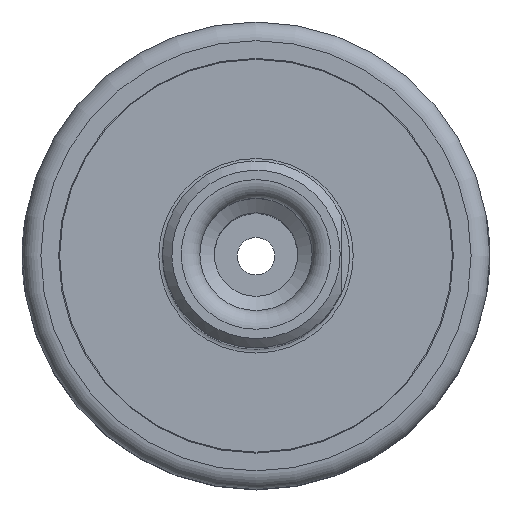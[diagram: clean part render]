
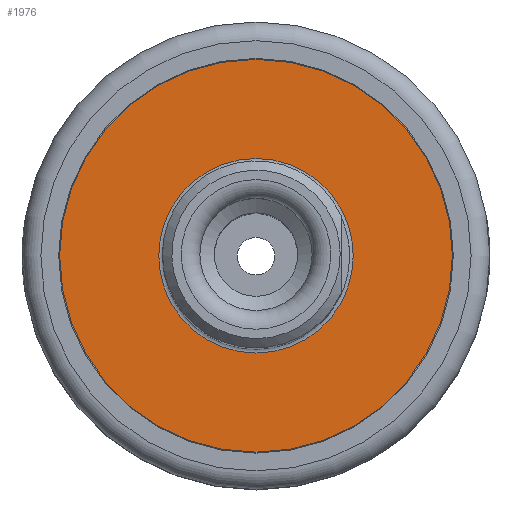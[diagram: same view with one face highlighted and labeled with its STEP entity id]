
A CAD part, top view. The second image highlights one B-rep face of the part: STEP entity #1976.
In plain terms, the highlighted planar face has unit normal (0, 0, 1).
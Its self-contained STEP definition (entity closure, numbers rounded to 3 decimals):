
#53=PLANE('',#2212);
#329=ORIENTED_EDGE('',*,*,#470,.T.);
#330=ORIENTED_EDGE('',*,*,#463,.F.);
#463=EDGE_CURVE('',#585,#585,#695,.T.);
#470=EDGE_CURVE('',#592,#592,#702,.T.);
#585=VERTEX_POINT('',#3034);
#592=VERTEX_POINT('',#3055);
#695=CIRCLE('',#2199,5.2);
#702=CIRCLE('',#2213,10.55);
#913=EDGE_LOOP('',(#329));
#914=EDGE_LOOP('',(#330));
#1146=FACE_BOUND('',#913,.T.);
#1147=FACE_BOUND('',#914,.T.);
#1976=ADVANCED_FACE('',(#1146,#1147),#53,.T.);
#2199=AXIS2_PLACEMENT_3D('',#3033,#2623,#2624);
#2212=AXIS2_PLACEMENT_3D('',#3053,#2649,#2650);
#2213=AXIS2_PLACEMENT_3D('',#3054,#2651,#2652);
#2623=DIRECTION('',(0.,0.,1.));
#2624=DIRECTION('',(1.,0.,0.));
#2649=DIRECTION('',(0.,0.,1.));
#2650=DIRECTION('',(1.,0.,0.));
#2651=DIRECTION('',(0.,0.,1.));
#2652=DIRECTION('',(1.,0.,0.));
#3033=CARTESIAN_POINT('',(0.,0.,6.22));
#3034=CARTESIAN_POINT('',(5.2,0.,6.22));
#3053=CARTESIAN_POINT('',(5.35,0.,6.22));
#3054=CARTESIAN_POINT('',(0.,0.,6.22));
#3055=CARTESIAN_POINT('',(10.55,0.,6.22));
